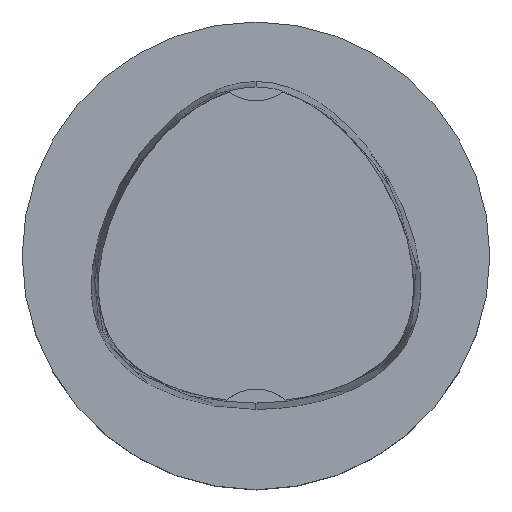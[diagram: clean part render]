
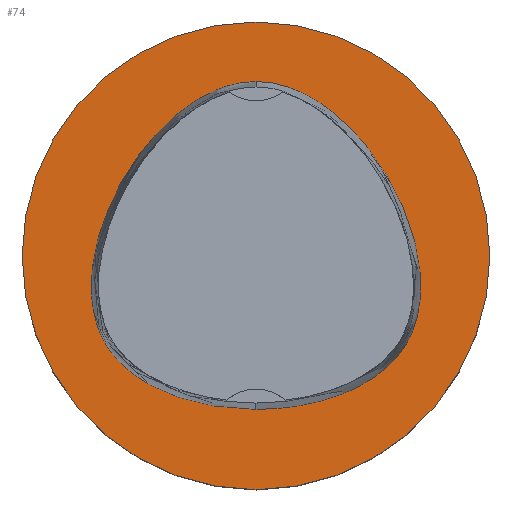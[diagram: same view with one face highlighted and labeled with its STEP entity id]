
A CAD part, top view. The second image highlights one B-rep face of the part: STEP entity #74.
In plain terms, the highlighted planar face has unit normal (0, 0, 1).
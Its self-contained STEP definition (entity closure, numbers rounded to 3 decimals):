
#74=ADVANCED_FACE('240[2]',(#202,#203),#204,.T.);
#112=EDGE_CURVE('240[2]',#263,#264,#265,.T.);
#135=EDGE_CURVE('240[2]',#264,#263,#297,.T.);
#152=EDGE_CURVE('240[2]',#319,#319,#320,.T.);
#202=FACE_BOUND('',#368,.T.);
#203=FACE_OUTER_BOUND('',#369,.T.);
#204=PLANE('',#370);
#263=VERTEX_POINT('',#743);
#264=VERTEX_POINT('',#744);
#265=B_SPLINE_CURVE_WITH_KNOTS('',3,(#745,#746,#747,#748,#749,#750,#751,#752,#753,#754,#755,#756,#757,#758,#759,#760,#761,#762,#763,#764),.UNSPECIFIED.,.F.,.F.,(4,2,2,2,2,2,2,2,2,4),(0.0,4.776,11.273,21.392,34.435,42.606,50.255,61.049,76.294,98.645),.UNSPECIFIED.);
#297=B_SPLINE_CURVE_WITH_KNOTS('',3,(#1033,#1034,#1035,#1036,#1037,#1038,#1039,#1040,#1041,#1042,#1043,#1044,#1045,#1046,#1047,#1048,#1049,#1050,#1051,#1052),.UNSPECIFIED.,.F.,.F.,(4,2,2,2,2,2,2,2,2,4),(0.0,12.537,20.301,27.626,37.858,52.643,74.802,96.071,106.299,115.973),.UNSPECIFIED.);
#319=VERTEX_POINT('',#1165);
#320=CIRCLE('',#1166,31.493);
#368=EDGE_LOOP('',(#1269,#1270));
#369=EDGE_LOOP('',(#1271));
#370=AXIS2_PLACEMENT_3D('',#1272,#1273,#1274);
#743=CARTESIAN_POINT('',(0.,23.475,0.));
#744=CARTESIAN_POINT('',(0.,-20.675,0.));
#745=CARTESIAN_POINT('',(-0.07,23.475,0.));
#746=CARTESIAN_POINT('',(1.522,23.484,0.));
#747=CARTESIAN_POINT('',(3.087,23.177,0.));
#748=CARTESIAN_POINT('',(6.626,21.911,0.));
#749=CARTESIAN_POINT('',(8.53,20.764,0.));
#750=CARTESIAN_POINT('',(12.886,17.32,0.));
#751=CARTESIAN_POINT('',(15.194,14.633,0.));
#752=CARTESIAN_POINT('',(19.397,8.088,0.));
#753=CARTESIAN_POINT('',(21.073,3.976,0.));
#754=CARTESIAN_POINT('',(22.24,-2.462,0.));
#755=CARTESIAN_POINT('',(22.346,-5.06,0.));
#756=CARTESIAN_POINT('',(21.42,-9.835,0.));
#757=CARTESIAN_POINT('',(20.581,-11.401,0.));
#758=CARTESIAN_POINT('',(19.016,-13.762,0.));
#759=CARTESIAN_POINT('',(17.838,-14.94,0.));
#760=CARTESIAN_POINT('',(14.633,-17.335,0.));
#761=CARTESIAN_POINT('',(12.452,-18.371,0.));
#762=CARTESIAN_POINT('',(6.952,-20.185,0.));
#763=CARTESIAN_POINT('',(3.387,-20.682,0.));
#764=CARTESIAN_POINT('',(-0.07,-20.675,0.));
#1033=CARTESIAN_POINT('',(0.07,-20.675,0.));
#1034=CARTESIAN_POINT('',(-4.109,-20.683,0.));
#1035=CARTESIAN_POINT('',(-8.287,-19.956,0.));
#1036=CARTESIAN_POINT('',(-14.082,-17.605,0.));
#1037=CARTESIAN_POINT('',(-16.208,-16.371,0.));
#1038=CARTESIAN_POINT('',(-19.575,-13.185,0.));
#1039=CARTESIAN_POINT('',(-20.433,-11.678,0.));
#1040=CARTESIAN_POINT('',(-21.622,-8.993,0.));
#1041=CARTESIAN_POINT('',(-21.993,-7.308,0.));
#1042=CARTESIAN_POINT('',(-22.314,-3.133,0.));
#1043=CARTESIAN_POINT('',(-22.006,-0.592,0.));
#1044=CARTESIAN_POINT('',(-20.497,5.424,0.));
#1045=CARTESIAN_POINT('',(-18.839,9.102,0.));
#1046=CARTESIAN_POINT('',(-14.476,15.583,0.));
#1047=CARTESIAN_POINT('',(-11.858,18.355,0.));
#1048=CARTESIAN_POINT('',(-7.62,21.285,0.));
#1049=CARTESIAN_POINT('',(-6.128,22.093,0.));
#1050=CARTESIAN_POINT('',(-3.063,23.182,0.));
#1051=CARTESIAN_POINT('',(-1.51,23.484,0.));
#1052=CARTESIAN_POINT('',(0.07,23.475,0.));
#1165=CARTESIAN_POINT('',(0.,31.493,0.));
#1166=AXIS2_PLACEMENT_3D('',#1392,#1393,#1394);
#1269=ORIENTED_EDGE('',*,*,#135,.T.);
#1270=ORIENTED_EDGE('',*,*,#112,.T.);
#1271=ORIENTED_EDGE('',*,*,#152,.F.);
#1272=CARTESIAN_POINT('',(0.,15.746,0.));
#1273=DIRECTION('',(0.,0.,1.0));
#1274=DIRECTION('',(1.0,0.,0.0));
#1392=CARTESIAN_POINT('',(0.0,0.0,0.0));
#1393=DIRECTION('',(0.,0.,-1.0));
#1394=DIRECTION('',(0.,1.0,0.));
